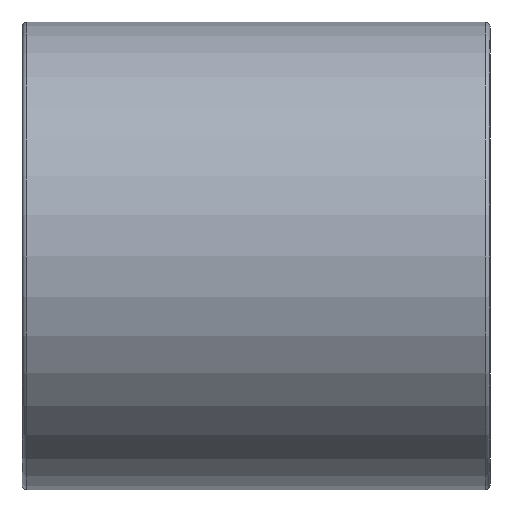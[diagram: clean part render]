
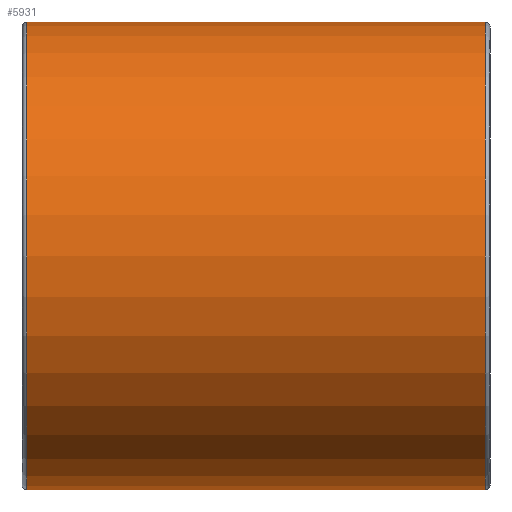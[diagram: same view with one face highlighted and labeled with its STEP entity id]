
A CAD part, left-side view. The second image highlights one B-rep face of the part: STEP entity #5931.
In plain terms, the highlighted cylindrical face has radius 5 mm (diameter 10 mm), a partial arc.
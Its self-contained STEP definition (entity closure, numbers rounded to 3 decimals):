
#444=CIRCLE('',#6560,5.);
#445=CIRCLE('',#6561,5.);
#1244=ORIENTED_EDGE('',*,*,#3034,.F.);
#1245=ORIENTED_EDGE('',*,*,#3036,.T.);
#1246=ORIENTED_EDGE('',*,*,#3029,.F.);
#1247=ORIENTED_EDGE('',*,*,#3037,.T.);
#3029=EDGE_CURVE('',#3903,#3904,#4263,.T.);
#3034=EDGE_CURVE('',#3906,#3907,#4266,.F.);
#3036=EDGE_CURVE('',#3906,#3904,#444,.F.);
#3037=EDGE_CURVE('',#3903,#3907,#445,.T.);
#3903=VERTEX_POINT('',#9889);
#3904=VERTEX_POINT('',#9891);
#3906=VERTEX_POINT('',#9898);
#3907=VERTEX_POINT('',#9900);
#4263=LINE('',#9890,#4631);
#4266=LINE('',#9899,#4634);
#4631=VECTOR('',#7795,1000.);
#4634=VECTOR('',#7804,1000.);
#4868=EDGE_LOOP('',(#1244,#1245,#1246,#1247));
#5311=FACE_BOUND('',#4868,.T.);
#5713=CYLINDRICAL_SURFACE('',#6559,5.);
#5931=ADVANCED_FACE('',(#5311),#5713,.T.);
#6559=AXIS2_PLACEMENT_3D('',#9902,#7806,#7807);
#6560=AXIS2_PLACEMENT_3D('',#9903,#7808,#7809);
#6561=AXIS2_PLACEMENT_3D('',#9904,#7810,#7811);
#7795=DIRECTION('',(0.,-1.,0.));
#7804=DIRECTION('',(0.,-1.,0.));
#7806=DIRECTION('',(0.,-1.,0.));
#7807=DIRECTION('',(0.,0.,-1.));
#7808=DIRECTION('',(0.,-1.,0.));
#7809=DIRECTION('',(0.,0.,-1.));
#7810=DIRECTION('',(0.,-1.,0.));
#7811=DIRECTION('',(0.,0.,-1.));
#9889=CARTESIAN_POINT('',(-10.,9.9,5.));
#9890=CARTESIAN_POINT('',(-10.,10.,5.));
#9891=CARTESIAN_POINT('',(-10.,0.1,5.));
#9898=CARTESIAN_POINT('',(-10.,0.1,-5.));
#9899=CARTESIAN_POINT('',(-10.,10.,-5.));
#9900=CARTESIAN_POINT('',(-10.,9.9,-5.));
#9902=CARTESIAN_POINT('',(-10.,10.,0.));
#9903=CARTESIAN_POINT('',(-10.,0.1,0.));
#9904=CARTESIAN_POINT('',(-10.,9.9,0.));
